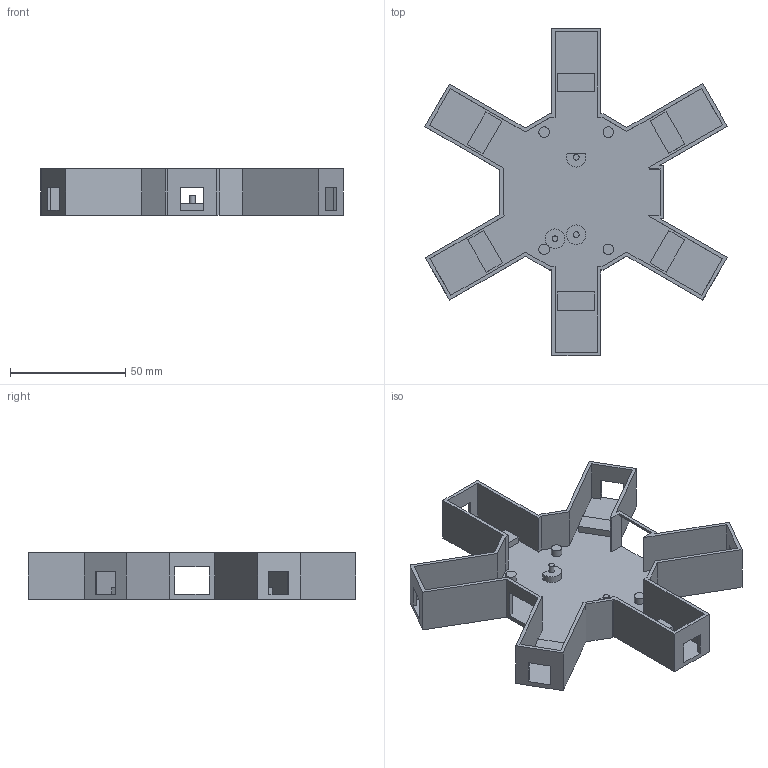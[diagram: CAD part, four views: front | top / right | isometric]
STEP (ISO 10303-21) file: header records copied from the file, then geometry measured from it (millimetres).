
FILE_DESCRIPTION (( 'STEP AP214' ), '1' );
FILE_NAME ('Box.STEP', '2016-06-28T18:04:12', ( '' ), ( '' ), 'SwSTEP 2.0', 'SolidWorks 2013', '' );
FILE_SCHEMA (( 'AUTOMOTIVE_DESIGN' ));
Length unit declared in the file: millimetre
Products named in the file (1): Box
Bounding box: 131.05 x 141.95 x 20 mm (x, y, z)
Volume: 36525.4 mm3; surface area: 42140.4 mm2
Topology: 1 solids, 1 shells, 151 faces, 420 edges, 280 vertices
Faces by surface type: plane 130, cylinder 21
Entity records: 4842 total; most frequent: CARTESIAN_POINT 852, ORIENTED_EDGE 840, DIRECTION 766, EDGE_CURVE 420, VECTOR 378, LINE 378, VERTEX_POINT 280, AXIS2_PLACEMENT_3D 194
